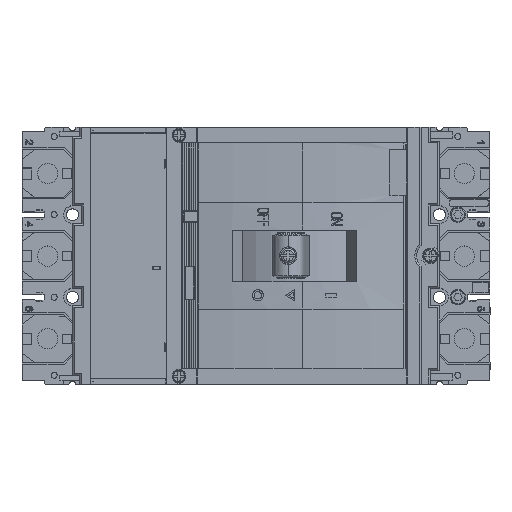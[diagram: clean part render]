
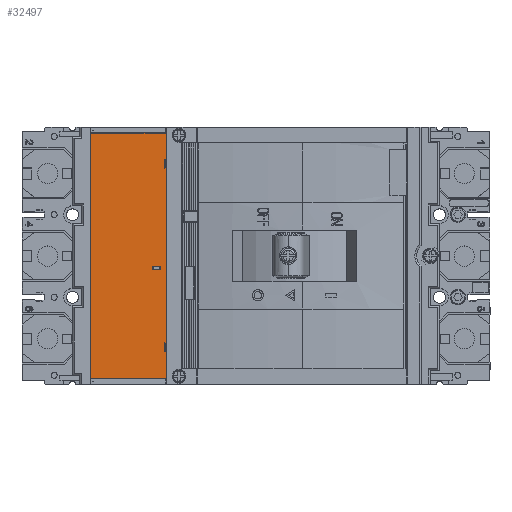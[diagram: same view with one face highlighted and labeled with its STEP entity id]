
A CAD part, top view. The second image highlights one B-rep face of the part: STEP entity #32497.
In plain terms, the highlighted planar face has unit normal (0, 0, 1).
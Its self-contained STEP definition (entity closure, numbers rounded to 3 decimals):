
#1364 = VERTEX_POINT ( 'NONE', #85692 ) ;
#1381 = EDGE_CURVE ( 'NONE', #9695, #30785, #44115, .T. ) ;
#2406 = VECTOR ( 'NONE', #46091, 1000. ) ;
#3456 = CARTESIAN_POINT ( 'NONE',  ( -56.3, -5.65, 110.5 ) ) ;
#3599 = DIRECTION ( 'NONE',  ( -1., 0., 0. ) ) ;
#3609 = LINE ( 'NONE', #89992, #71966 ) ;
#3813 = VERTEX_POINT ( 'NONE', #61282 ) ;
#5227 = CARTESIAN_POINT ( 'NONE',  ( -50., 47.6, 110.5 ) ) ;
#6561 = LINE ( 'NONE', #19488, #87765 ) ;
#7123 = LINE ( 'NONE', #13285, #75993 ) ;
#7535 = EDGE_CURVE ( 'NONE', #53213, #9204, #71398, .T. ) ;
#7666 = CARTESIAN_POINT ( 'NONE',  ( -49., -52.4, 110.5 ) ) ;
#8455 = VERTEX_POINT ( 'NONE', #57557 ) ;
#9181 = CARTESIAN_POINT ( 'NONE',  ( -56.3, -7.55, 110.5 ) ) ;
#9204 = VERTEX_POINT ( 'NONE', #100890 ) ;
#9301 = CARTESIAN_POINT ( 'NONE',  ( 0., 0., 110.5 ) ) ;
#9546 = ORIENTED_EDGE ( 'NONE', *, *, #14897, .T. ) ;
#9695 = VERTEX_POINT ( 'NONE', #78736 ) ;
#9916 = CARTESIAN_POINT ( 'NONE',  ( -50., 52.6, 110.5 ) ) ;
#10098 = DIRECTION ( 'NONE',  ( -1., 0., 0. ) ) ;
#10849 = ORIENTED_EDGE ( 'NONE', *, *, #17950, .T. ) ;
#11388 = CARTESIAN_POINT ( 'NONE',  ( -49., -52.4, 110.5 ) ) ;
#13285 = CARTESIAN_POINT ( 'NONE',  ( -49., 47.6, 110.5 ) ) ;
#14141 = DIRECTION ( 'NONE',  ( 0., 1., 0. ) ) ;
#14512 = ORIENTED_EDGE ( 'NONE', *, *, #38266, .F. ) ;
#14897 = EDGE_CURVE ( 'NONE', #96966, #71141, #80641, .T. ) ;
#16053 = VERTEX_POINT ( 'NONE', #3456 ) ;
#16224 = ORIENTED_EDGE ( 'NONE', *, *, #23589, .T. ) ;
#17950 = EDGE_CURVE ( 'NONE', #3813, #19015, #82986, .T. ) ;
#19015 = VERTEX_POINT ( 'NONE', #96556 ) ;
#19079 = DIRECTION ( 'NONE',  ( -1., 0., 0. ) ) ;
#19488 = CARTESIAN_POINT ( 'NONE',  ( -49., 52.6, 110.5 ) ) ;
#20167 = EDGE_CURVE ( 'NONE', #71141, #1364, #97082, .T. ) ;
#20523 = CARTESIAN_POINT ( 'NONE',  ( -56.3, -5.65, 110.5 ) ) ;
#21786 = LINE ( 'NONE', #86199, #60186 ) ;
#22097 = VECTOR ( 'NONE', #10098, 1000. ) ;
#22992 = ORIENTED_EDGE ( 'NONE', *, *, #100973, .F. ) ;
#23589 = EDGE_CURVE ( 'NONE', #30785, #96966, #88100, .T. ) ;
#24604 = FACE_OUTER_BOUND ( 'NONE', #31238, .T. ) ;
#26107 = DIRECTION ( 'NONE',  ( 0., -1., 0. ) ) ;
#26333 = DIRECTION ( 'NONE',  ( 1., 0., 0. ) ) ;
#26511 = CARTESIAN_POINT ( 'NONE',  ( -50., -52.4, 110.5 ) ) ;
#27024 = CARTESIAN_POINT ( 'NONE',  ( -90., 66.9, 110.5 ) ) ;
#27746 = CARTESIAN_POINT ( 'NONE',  ( -50., -47.4, 110.5 ) ) ;
#27995 = EDGE_CURVE ( 'NONE', #38478, #93173, #91617, .T. ) ;
#28373 = EDGE_CURVE ( 'NONE', #59921, #38478, #7123, .T. ) ;
#28848 = VECTOR ( 'NONE', #49537, 1000. ) ;
#29625 = DIRECTION ( 'NONE',  ( 0., 1., 0. ) ) ;
#30374 = ORIENTED_EDGE ( 'NONE', *, *, #28373, .T. ) ;
#30785 = VERTEX_POINT ( 'NONE', #72878 ) ;
#31042 = EDGE_CURVE ( 'NONE', #8455, #3813, #77925, .T. ) ;
#31238 = EDGE_LOOP ( 'NONE', ( #52296, #10849, #56336, #46017, #16224, #9546, #76311, #41522, #30374, #72209, #73671, #74156 ) ) ;
#32180 = VECTOR ( 'NONE', #57700, 1000. ) ;
#32497 = ADVANCED_FACE ( 'NONE', ( #24604, #72659 ), #73648, .F. ) ;
#34875 = DIRECTION ( 'NONE',  ( 0., 1., 0. ) ) ;
#37015 = DIRECTION ( 'NONE',  ( 0., 1., 0. ) ) ;
#38266 = EDGE_CURVE ( 'NONE', #16053, #53213, #3609, .T. ) ;
#38268 = VECTOR ( 'NONE', #19079, 1000. ) ;
#38478 = VERTEX_POINT ( 'NONE', #83867 ) ;
#39322 = CARTESIAN_POINT ( 'NONE',  ( -50., 47.6, 110.5 ) ) ;
#40210 = CARTESIAN_POINT ( 'NONE',  ( -56.3, -7.55, 110.5 ) ) ;
#41522 = ORIENTED_EDGE ( 'NONE', *, *, #43177, .T. ) ;
#42584 = CARTESIAN_POINT ( 'NONE',  ( -49., 66.9, 110.5 ) ) ;
#42922 = VERTEX_POINT ( 'NONE', #46238 ) ;
#43177 = EDGE_CURVE ( 'NONE', #1364, #59921, #81461, .T. ) ;
#44115 = LINE ( 'NONE', #91656, #65469 ) ;
#46017 = ORIENTED_EDGE ( 'NONE', *, *, #1381, .T. ) ;
#46091 = DIRECTION ( 'NONE',  ( -1., 0., 0. ) ) ;
#46238 = CARTESIAN_POINT ( 'NONE',  ( -52.1, -5.65, 110.5 ) ) ;
#47728 = DIRECTION ( 'NONE',  ( 0., 1., 0. ) ) ;
#47997 = VECTOR ( 'NONE', #59430, 1000. ) ;
#49537 = DIRECTION ( 'NONE',  ( 0., 1., 0. ) ) ;
#50800 = CARTESIAN_POINT ( 'NONE',  ( -50., 52.6, 110.5 ) ) ;
#52223 = DIRECTION ( 'NONE',  ( -1., 0., 0. ) ) ;
#52296 = ORIENTED_EDGE ( 'NONE', *, *, #31042, .T. ) ;
#52333 = LINE ( 'NONE', #50800, #81280 ) ;
#52610 = VECTOR ( 'NONE', #52223, 1000. ) ;
#53213 = VERTEX_POINT ( 'NONE', #9181 ) ;
#56336 = ORIENTED_EDGE ( 'NONE', *, *, #99439, .T. ) ;
#57198 = LINE ( 'NONE', #27024, #32180 ) ;
#57557 = CARTESIAN_POINT ( 'NONE',  ( -49., 52.6, 110.5 ) ) ;
#57700 = DIRECTION ( 'NONE',  ( 0., -1., 0. ) ) ;
#59154 = EDGE_CURVE ( 'NONE', #42922, #16053, #67570, .T. ) ;
#59430 = DIRECTION ( 'NONE',  ( 1., 0., 0. ) ) ;
#59921 = VERTEX_POINT ( 'NONE', #92748 ) ;
#60186 = VECTOR ( 'NONE', #14141, 1000. ) ;
#61086 = VECTOR ( 'NONE', #34875, 1000. ) ;
#61282 = CARTESIAN_POINT ( 'NONE',  ( -49., 66.9, 110.5 ) ) ;
#62059 = CARTESIAN_POINT ( 'NONE',  ( -49., 66.9, 110.5 ) ) ;
#62247 = ORIENTED_EDGE ( 'NONE', *, *, #7535, .F. ) ;
#65266 = CARTESIAN_POINT ( 'NONE',  ( -49., -52.4, 110.5 ) ) ;
#65469 = VECTOR ( 'NONE', #67117, 1000. ) ;
#66007 = DIRECTION ( 'NONE',  ( 1., 0., 0. ) ) ;
#67117 = DIRECTION ( 'NONE',  ( 1., 0., 0. ) ) ;
#67570 = LINE ( 'NONE', #20523, #52610 ) ;
#71141 = VERTEX_POINT ( 'NONE', #84415 ) ;
#71398 = LINE ( 'NONE', #40210, #91324 ) ;
#71966 = VECTOR ( 'NONE', #26107, 1000. ) ;
#72209 = ORIENTED_EDGE ( 'NONE', *, *, #27995, .T. ) ;
#72659 = FACE_BOUND ( 'NONE', #90468, .T. ) ;
#72878 = CARTESIAN_POINT ( 'NONE',  ( -49., -66.9, 110.5 ) ) ;
#73648 = PLANE ( 'NONE',  #76289 ) ;
#73671 = ORIENTED_EDGE ( 'NONE', *, *, #76862, .T. ) ;
#74156 = ORIENTED_EDGE ( 'NONE', *, *, #76170, .T. ) ;
#75993 = VECTOR ( 'NONE', #29625, 1000. ) ;
#76170 = EDGE_CURVE ( 'NONE', #94227, #8455, #6561, .T. ) ;
#76289 = AXIS2_PLACEMENT_3D ( 'NONE', #9301, #81332, #3599 ) ;
#76311 = ORIENTED_EDGE ( 'NONE', *, *, #20167, .T. ) ;
#76862 = EDGE_CURVE ( 'NONE', #93173, #94227, #52333, .T. ) ;
#77925 = LINE ( 'NONE', #62059, #100596 ) ;
#78736 = CARTESIAN_POINT ( 'NONE',  ( -90., -66.9, 110.5 ) ) ;
#80641 = LINE ( 'NONE', #65266, #22097 ) ;
#81280 = VECTOR ( 'NONE', #37015, 1000. ) ;
#81332 = DIRECTION ( 'NONE',  ( 0., 0., -1. ) ) ;
#81461 = LINE ( 'NONE', #27746, #47997 ) ;
#82986 = LINE ( 'NONE', #42584, #38268 ) ;
#83867 = CARTESIAN_POINT ( 'NONE',  ( -49., 47.6, 110.5 ) ) ;
#84415 = CARTESIAN_POINT ( 'NONE',  ( -50., -52.4, 110.5 ) ) ;
#85692 = CARTESIAN_POINT ( 'NONE',  ( -50., -47.4, 110.5 ) ) ;
#86199 = CARTESIAN_POINT ( 'NONE',  ( -52.1, -5.65, 110.5 ) ) ;
#87765 = VECTOR ( 'NONE', #66007, 1000. ) ;
#88100 = LINE ( 'NONE', #11388, #61086 ) ;
#89992 = CARTESIAN_POINT ( 'NONE',  ( -56.3, -5.65, 110.5 ) ) ;
#90468 = EDGE_LOOP ( 'NONE', ( #14512, #93899, #22992, #62247 ) ) ;
#91324 = VECTOR ( 'NONE', #26333, 1000. ) ;
#91617 = LINE ( 'NONE', #5227, #2406 ) ;
#91656 = CARTESIAN_POINT ( 'NONE',  ( -49., -66.9, 110.5 ) ) ;
#92748 = CARTESIAN_POINT ( 'NONE',  ( -49., -47.4, 110.5 ) ) ;
#93173 = VERTEX_POINT ( 'NONE', #39322 ) ;
#93899 = ORIENTED_EDGE ( 'NONE', *, *, #59154, .F. ) ;
#94227 = VERTEX_POINT ( 'NONE', #9916 ) ;
#96556 = CARTESIAN_POINT ( 'NONE',  ( -90., 66.9, 110.5 ) ) ;
#96966 = VERTEX_POINT ( 'NONE', #7666 ) ;
#97082 = LINE ( 'NONE', #26511, #28848 ) ;
#99439 = EDGE_CURVE ( 'NONE', #19015, #9695, #57198, .T. ) ;
#100596 = VECTOR ( 'NONE', #47728, 1000. ) ;
#100890 = CARTESIAN_POINT ( 'NONE',  ( -52.1, -7.55, 110.5 ) ) ;
#100973 = EDGE_CURVE ( 'NONE', #9204, #42922, #21786, .T. ) ;
